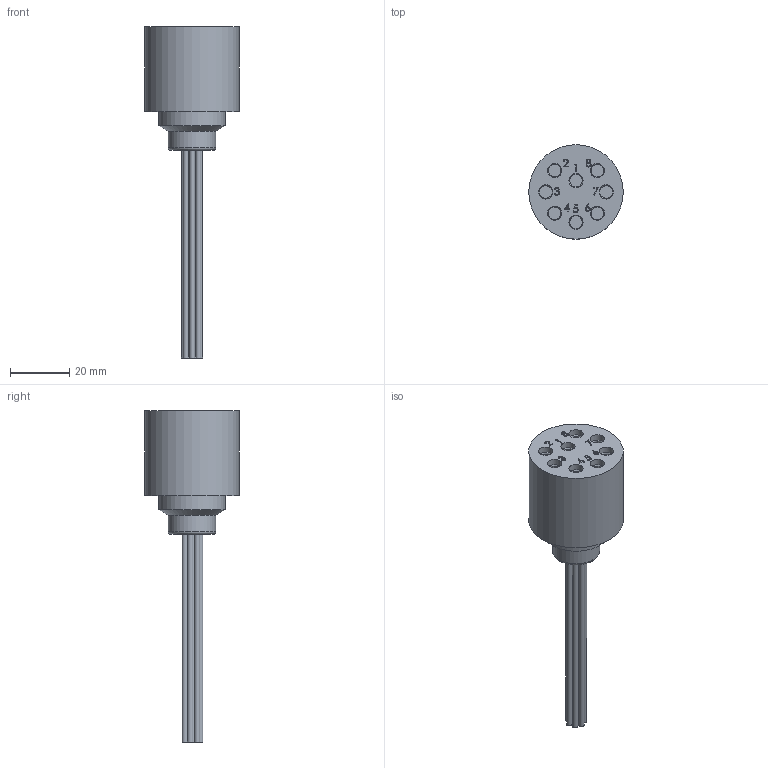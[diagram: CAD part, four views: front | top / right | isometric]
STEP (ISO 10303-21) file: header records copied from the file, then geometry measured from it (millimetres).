
FILE_DESCRIPTION(/* description */ ('STEP AP214'),/* implementation_level */ '2;1');
FILE_NAME(/* name */ 'OM8F.stp',/* time_stamp */ '2021-01-13T10:03:57+01:00',/* author */ ('sh'),/* organization */ (''),/* preprocessor_version */ 'ST-DEVELOPER v17.2',/* originating_system */ 'Autodesk Inventor 2019',/* authorisation */ '');
FILE_SCHEMA (('AUTOMOTIVE_DESIGN { 1 0 10303 214 3 1 1 }'));
Length unit declared in the file: inch
Products named in the file (1): OM8F
Bounding box: 31.75 x 31.75 x 111.63 mm (x, y, z)
Volume: 25993.9 mm3; surface area: 9910.7 mm2
Topology: 1 solids, 1 shells, 218 faces, 614 edges, 428 vertices
Faces by surface type: plane 77, bspline 54, cylinder 53, torus 33, cone 1
Full cylindrical faces by diameter (mm): 1.829 x6, 4.762 x40, 15.875 x1, 22.225 x1, 31.75 x1
Entity records: 10313 total; most frequent: CARTESIAN_POINT 4571, ORIENTED_EDGE 1228, DIRECTION 1103, EDGE_CURVE 614, AXIS2_PLACEMENT_3D 432, VERTEX_POINT 428, CIRCLE 267, EDGE_LOOP 248
